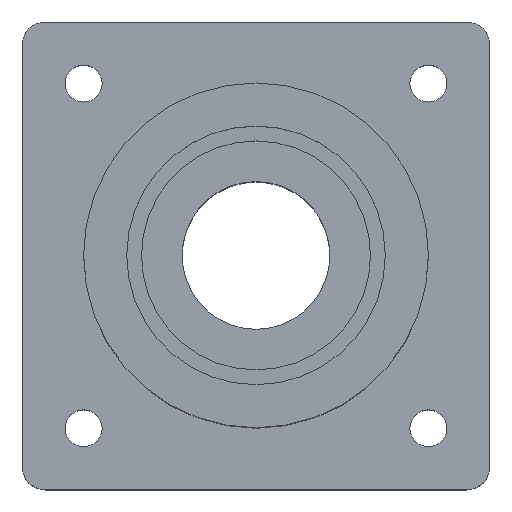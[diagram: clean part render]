
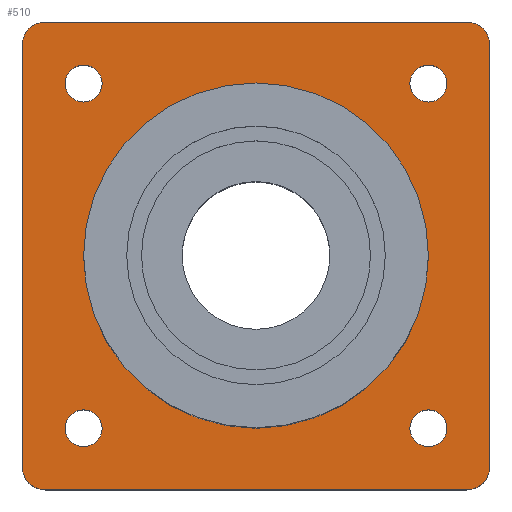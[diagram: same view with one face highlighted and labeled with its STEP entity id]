
A CAD part, top view. The second image highlights one B-rep face of the part: STEP entity #510.
In plain terms, the highlighted planar face has unit normal (0, 0, 1).
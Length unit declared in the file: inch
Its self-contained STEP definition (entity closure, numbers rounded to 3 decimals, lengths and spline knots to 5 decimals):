
#17=LINE('',#887,#33);
#18=LINE('',#891,#34);
#19=LINE('',#895,#35);
#20=LINE('',#899,#36);
#33=VECTOR('',#727,39.37008);
#34=VECTOR('',#730,39.37008);
#35=VECTOR('',#733,39.37008);
#36=VECTOR('',#736,39.37008);
#57=PLANE('',#598);
#90=FACE_BOUND('',#181,.T.);
#91=FACE_BOUND('',#182,.T.);
#92=FACE_BOUND('',#183,.T.);
#93=FACE_BOUND('',#184,.T.);
#94=FACE_BOUND('',#185,.T.);
#123=FACE_OUTER_BOUND('',#180,.T.);
#180=EDGE_LOOP('',(#405,#406,#407,#408,#409,#410,#411,#412));
#181=EDGE_LOOP('',(#413));
#182=EDGE_LOOP('',(#414));
#183=EDGE_LOOP('',(#415));
#184=EDGE_LOOP('',(#416));
#185=EDGE_LOOP('',(#417));
#226=CIRCLE('',#569,0.09375);
#228=CIRCLE('',#572,0.09375);
#230=CIRCLE('',#575,0.09375);
#232=CIRCLE('',#578,0.09375);
#237=CIRCLE('',#585,0.875);
#246=CIRCLE('',#599,0.11875);
#247=CIRCLE('',#600,0.11875);
#248=CIRCLE('',#601,0.11875);
#249=CIRCLE('',#602,0.11875);
#266=VERTEX_POINT('',#827);
#268=VERTEX_POINT('',#832);
#270=VERTEX_POINT('',#837);
#272=VERTEX_POINT('',#842);
#277=VERTEX_POINT('',#854);
#290=VERTEX_POINT('',#885);
#291=VERTEX_POINT('',#886);
#292=VERTEX_POINT('',#888);
#293=VERTEX_POINT('',#890);
#294=VERTEX_POINT('',#892);
#295=VERTEX_POINT('',#894);
#296=VERTEX_POINT('',#896);
#297=VERTEX_POINT('',#898);
#314=EDGE_CURVE('',#266,#266,#226,.T.);
#316=EDGE_CURVE('',#268,#268,#228,.T.);
#318=EDGE_CURVE('',#270,#270,#230,.T.);
#320=EDGE_CURVE('',#272,#272,#232,.T.);
#325=EDGE_CURVE('',#277,#277,#237,.T.);
#338=EDGE_CURVE('',#290,#291,#17,.T.);
#339=EDGE_CURVE('',#291,#292,#246,.T.);
#340=EDGE_CURVE('',#292,#293,#18,.T.);
#341=EDGE_CURVE('',#293,#294,#247,.T.);
#342=EDGE_CURVE('',#294,#295,#19,.T.);
#343=EDGE_CURVE('',#295,#296,#248,.T.);
#344=EDGE_CURVE('',#296,#297,#20,.T.);
#345=EDGE_CURVE('',#297,#290,#249,.T.);
#405=ORIENTED_EDGE('',*,*,#338,.T.);
#406=ORIENTED_EDGE('',*,*,#339,.T.);
#407=ORIENTED_EDGE('',*,*,#340,.T.);
#408=ORIENTED_EDGE('',*,*,#341,.T.);
#409=ORIENTED_EDGE('',*,*,#342,.T.);
#410=ORIENTED_EDGE('',*,*,#343,.T.);
#411=ORIENTED_EDGE('',*,*,#344,.T.);
#412=ORIENTED_EDGE('',*,*,#345,.T.);
#413=ORIENTED_EDGE('',*,*,#318,.F.);
#414=ORIENTED_EDGE('',*,*,#314,.F.);
#415=ORIENTED_EDGE('',*,*,#325,.T.);
#416=ORIENTED_EDGE('',*,*,#316,.F.);
#417=ORIENTED_EDGE('',*,*,#320,.F.);
#510=ADVANCED_FACE('',(#123,#90,#91,#92,#93,#94),#57,.F.);
#569=AXIS2_PLACEMENT_3D('',#828,#663,#664);
#572=AXIS2_PLACEMENT_3D('',#833,#669,#670);
#575=AXIS2_PLACEMENT_3D('',#838,#675,#676);
#578=AXIS2_PLACEMENT_3D('',#843,#681,#682);
#585=AXIS2_PLACEMENT_3D('',#855,#695,#696);
#598=AXIS2_PLACEMENT_3D('',#884,#725,#726);
#599=AXIS2_PLACEMENT_3D('',#889,#728,#729);
#600=AXIS2_PLACEMENT_3D('',#893,#731,#732);
#601=AXIS2_PLACEMENT_3D('',#897,#734,#735);
#602=AXIS2_PLACEMENT_3D('',#900,#737,#738);
#663=DIRECTION('center_axis',(0.,0.,1.));
#664=DIRECTION('ref_axis',(1.,0.,0.));
#669=DIRECTION('center_axis',(0.,0.,1.));
#670=DIRECTION('ref_axis',(1.,0.,0.));
#675=DIRECTION('center_axis',(0.,0.,1.));
#676=DIRECTION('ref_axis',(1.,0.,0.));
#681=DIRECTION('center_axis',(0.,0.,1.));
#682=DIRECTION('ref_axis',(1.,0.,0.));
#695=DIRECTION('center_axis',(0.,0.,-1.));
#696=DIRECTION('ref_axis',(-1.,0.,0.));
#725=DIRECTION('center_axis',(0.,0.,-1.));
#726=DIRECTION('ref_axis',(-1.,0.,0.));
#727=DIRECTION('',(1.,0.,0.));
#728=DIRECTION('center_axis',(0.,0.,1.));
#729=DIRECTION('ref_axis',(-1.,0.,0.));
#730=DIRECTION('',(0.,1.,0.));
#731=DIRECTION('center_axis',(0.,0.,1.));
#732=DIRECTION('ref_axis',(-1.,0.,0.));
#733=DIRECTION('',(-1.,0.,0.));
#734=DIRECTION('center_axis',(0.,0.,1.));
#735=DIRECTION('ref_axis',(-1.,0.,0.));
#736=DIRECTION('',(0.,-1.,0.));
#737=DIRECTION('center_axis',(0.,0.,1.));
#738=DIRECTION('ref_axis',(-1.,0.,0.));
#827=CARTESIAN_POINT('',(0.78125,-0.875,-0.65625));
#828=CARTESIAN_POINT('Origin',(0.875,-0.875,-0.65625));
#832=CARTESIAN_POINT('',(0.78125,0.875,-0.65625));
#833=CARTESIAN_POINT('Origin',(0.875,0.875,-0.65625));
#837=CARTESIAN_POINT('',(-0.96875,-0.875,-0.65625));
#838=CARTESIAN_POINT('Origin',(-0.875,-0.875,-0.65625));
#842=CARTESIAN_POINT('',(-0.96875,0.875,-0.65625));
#843=CARTESIAN_POINT('Origin',(-0.875,0.875,-0.65625));
#854=CARTESIAN_POINT('',(-0.875,0.,-0.65625));
#855=CARTESIAN_POINT('Origin',(0.,0.,
-0.65625));
#884=CARTESIAN_POINT('Origin',(1.1875,1.1875,-0.65625));
#885=CARTESIAN_POINT('',(-1.06875,-1.1875,-0.65625));
#886=CARTESIAN_POINT('',(1.06875,-1.1875,-0.65625));
#887=CARTESIAN_POINT('',(-1.1875,-1.1875,-0.65625));
#888=CARTESIAN_POINT('',(1.1875,-1.06875,-0.65625));
#889=CARTESIAN_POINT('Origin',(1.06875,-1.06875,-0.65625));
#890=CARTESIAN_POINT('',(1.1875,1.06875,-0.65625));
#891=CARTESIAN_POINT('',(1.1875,-1.1875,-0.65625));
#892=CARTESIAN_POINT('',(1.06875,1.1875,-0.65625));
#893=CARTESIAN_POINT('Origin',(1.06875,1.06875,-0.65625));
#894=CARTESIAN_POINT('',(-1.06875,1.1875,-0.65625));
#895=CARTESIAN_POINT('',(-1.1875,1.1875,-0.65625));
#896=CARTESIAN_POINT('',(-1.1875,1.06875,-0.65625));
#897=CARTESIAN_POINT('Origin',(-1.06875,1.06875,-0.65625));
#898=CARTESIAN_POINT('',(-1.1875,-1.06875,-0.65625));
#899=CARTESIAN_POINT('',(-1.1875,-1.1875,-0.65625));
#900=CARTESIAN_POINT('Origin',(-1.06875,-1.06875,-0.65625));
